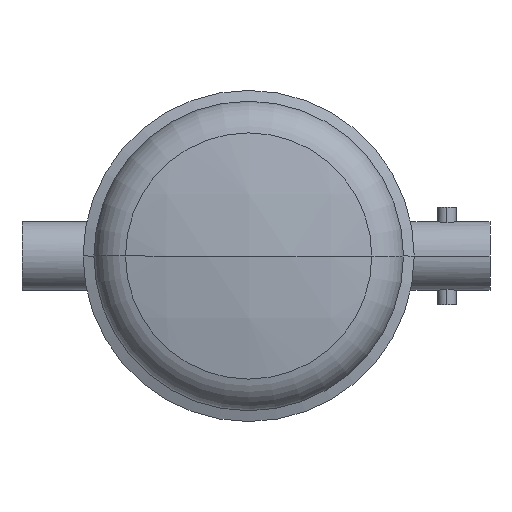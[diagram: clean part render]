
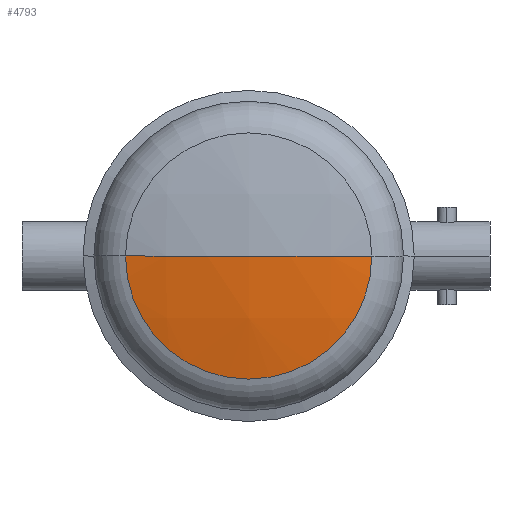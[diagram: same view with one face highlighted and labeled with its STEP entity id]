
A CAD part, left-side view. The second image highlights one B-rep face of the part: STEP entity #4793.
In plain terms, the highlighted spherical face has radius 508 mm.
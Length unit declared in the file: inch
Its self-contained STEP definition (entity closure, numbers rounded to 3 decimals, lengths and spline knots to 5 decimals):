
#102 = CARTESIAN_POINT ( 'NONE',  ( 0.46231, 4.27532, 0. ) ) ;
#112 = CARTESIAN_POINT ( 'NONE',  ( 20.00001, 0., 0. ) ) ;
#343 = SPHERICAL_SURFACE ( 'NONE', #2711, 20. ) ;
#661 = CIRCLE ( 'NONE', #819, 20. ) ;
#819 = AXIS2_PLACEMENT_3D ( 'NONE', #4077, #1846, #2981 ) ;
#904 = EDGE_LOOP ( 'NONE', ( #1608, #1797, #4005 ) ) ;
#1202 = AXIS2_PLACEMENT_3D ( 'NONE', #4848, #2051, #4807 ) ;
#1608 = ORIENTED_EDGE ( 'NONE', *, *, #4253, .T. ) ;
#1609 = FACE_OUTER_BOUND ( 'NONE', #904, .T. ) ;
#1797 = ORIENTED_EDGE ( 'NONE', *, *, #4206, .T. ) ;
#1846 = DIRECTION ( 'NONE',  ( 0., 0., 1. ) ) ;
#2051 = DIRECTION ( 'NONE',  ( -1., 0., 0. ) ) ;
#2180 = VERTEX_POINT ( 'NONE', #102 ) ;
#2322 = DIRECTION ( 'NONE',  ( 0., 0., -1. ) ) ;
#2531 = CARTESIAN_POINT ( 'NONE',  ( 0., 0., 0. ) ) ;
#2711 = AXIS2_PLACEMENT_3D ( 'NONE', #112, #3311, #2942 ) ;
#2942 = DIRECTION ( 'NONE',  ( 0., 1., 0. ) ) ;
#2981 = DIRECTION ( 'NONE',  ( 1., 0., 0. ) ) ;
#3086 = VERTEX_POINT ( 'NONE', #3270 ) ;
#3270 = CARTESIAN_POINT ( 'NONE',  ( 0.46231, -4.27532, 0. ) ) ;
#3311 = DIRECTION ( 'NONE',  ( 0., 0., -1. ) ) ;
#3635 = AXIS2_PLACEMENT_3D ( 'NONE', #5110, #2322, #4772 ) ;
#4005 = ORIENTED_EDGE ( 'NONE', *, *, #4513, .F. ) ;
#4077 = CARTESIAN_POINT ( 'NONE',  ( 20.00001, 0., 0. ) ) ;
#4206 = EDGE_CURVE ( 'NONE', #3086, #5038, #4324, .T. ) ;
#4253 = EDGE_CURVE ( 'NONE', #2180, #3086, #4637, .T. ) ;
#4324 = CIRCLE ( 'NONE', #3635, 20. ) ;
#4513 = EDGE_CURVE ( 'NONE', #2180, #5038, #661, .T. ) ;
#4637 = CIRCLE ( 'NONE', #1202, 4.27532 ) ;
#4772 = DIRECTION ( 'NONE',  ( 0., 1., 0. ) ) ;
#4793 = ADVANCED_FACE ( 'NONE', ( #1609 ), #343, .T. ) ;
#4807 = DIRECTION ( 'NONE',  ( 0., -1., 0. ) ) ;
#4848 = CARTESIAN_POINT ( 'NONE',  ( 0.46231, 0., 0. ) ) ;
#5038 = VERTEX_POINT ( 'NONE', #2531 ) ;
#5110 = CARTESIAN_POINT ( 'NONE',  ( 20.00001, 0., 0. ) ) ;
